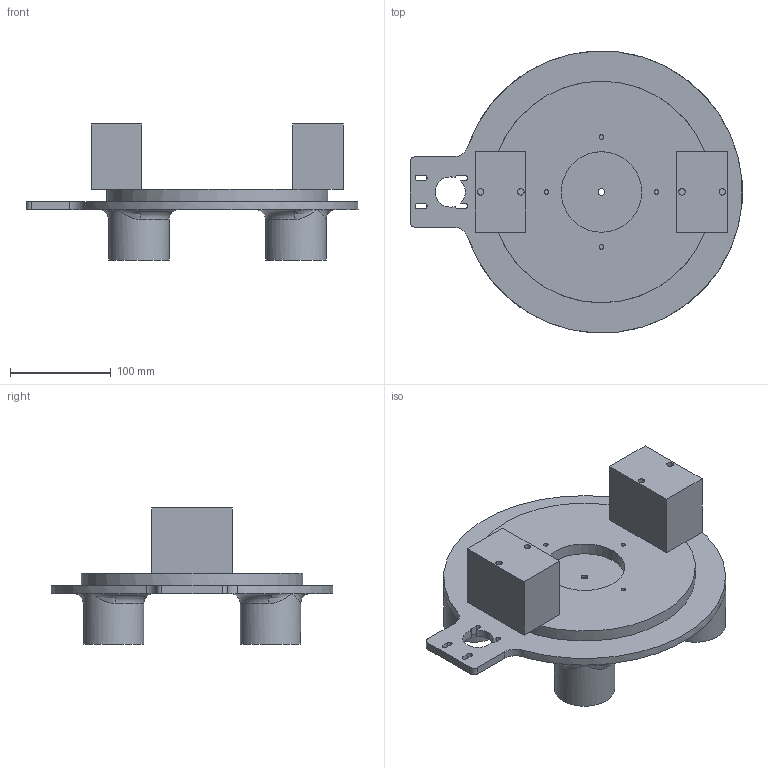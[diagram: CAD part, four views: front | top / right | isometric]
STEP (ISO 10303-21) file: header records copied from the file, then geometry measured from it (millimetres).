
FILE_DESCRIPTION(/* description */ (''),/* implementation_level */ '2;1');
FILE_NAME(/* name */ 'Azimuth_Stationary_Base.step',/* time_stamp */ '2026-01-01T11:49:18-05:00',/* author */ (''),/* organization */ (''),/* preprocessor_version */ 'ST-DEVELOPER v20.1',/* originating_system */ 'Autodesk Translation Framework v14.21.0.0',/* authorisation */ '');
FILE_SCHEMA (('AUTOMOTIVE_DESIGN { 1 0 10303 214 3 1 1 }'));
Length unit declared in the file: millimetre
Products named in the file (2): Azimuth_Stationary_Base; Azimuth_Turntable
Assembly tree (1 placements, depth 2):
  Azimuth_Stationary_Base
    Azimuth_Turntable
Bounding box: 329.53 x 279.67 x 135 mm (x, y, z)
Volume: 2005980.5 mm3; surface area: 291863.3 mm2
Topology: 2 solids, 2 shells, 96 faces, 241 edges, 150 vertices
Faces by surface type: plane 46, cylinder 38, bspline 8, torus 4
Full cylindrical faces by diameter (mm): 4.3 x4, 4.5 x4, 6.5 x5, 8 x4, 60 x4, 80 x1, 220 x1
Entity records: 3517 total; most frequent: CARTESIAN_POINT 1102, DIRECTION 511, ORIENTED_EDGE 466, EDGE_CURVE 233, AXIS2_PLACEMENT_3D 197, VERTEX_POINT 150, EDGE_LOOP 131, LINE 117
